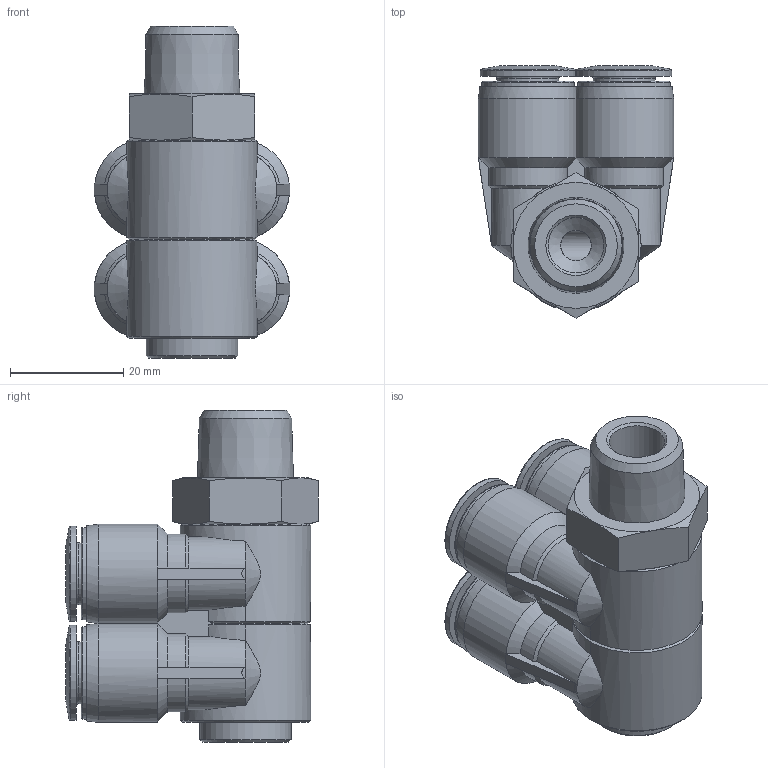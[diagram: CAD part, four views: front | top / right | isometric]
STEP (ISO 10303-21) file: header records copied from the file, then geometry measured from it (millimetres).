
FILE_DESCRIPTION(/* description */ ('STEP AP214'),/* implementation_level */ '2;1');
FILE_NAME(/* name */ '190797_QSLV4-3_8-3_8-U',/* time_stamp */ '2024-09-14T11:23:10+02:00',/* author */ ('License CC BY-ND 4.0'),/* organization */ ('CADENAS'),/* preprocessor_version */ 'ST-DEVELOPER v19.3',/* originating_system */ 'PARTsolutions',/* authorisation */ ' ');
FILE_SCHEMA (('AUTOMOTIVE_DESIGN {1 0 10303 214 3 1 1}'));
Length unit declared in the file: millimetre
Products named in the file (1): 190797 QSLV4-3/8-3/8-U
Bounding box: 34.5 x 44.53 x 58.6 mm (x, y, z)
Volume: 32418.8 mm3; surface area: 15353.1 mm2
Topology: 1 solids, 1 shells, 198 faces, 470 edges, 282 vertices
Faces by surface type: cylinder 61, cone 59, plane 58, torus 16, sphere 4
Full cylindrical faces by diameter (mm): 5.4 x9, 9.525 x4, 9.797 x1, 10.925 x4, 16.1 x1, 16.3 x4, 16.8 x4, 23 x2
Entity records: 6791 total; most frequent: CARTESIAN_POINT 1257, DIRECTION 866, ORIENTED_EDGE 786, EDGE_CURVE 393, AXIS2_PLACEMENT_3D 386, EDGE_LOOP 276, FACE_BOUND 276, VERTEX_POINT 271
